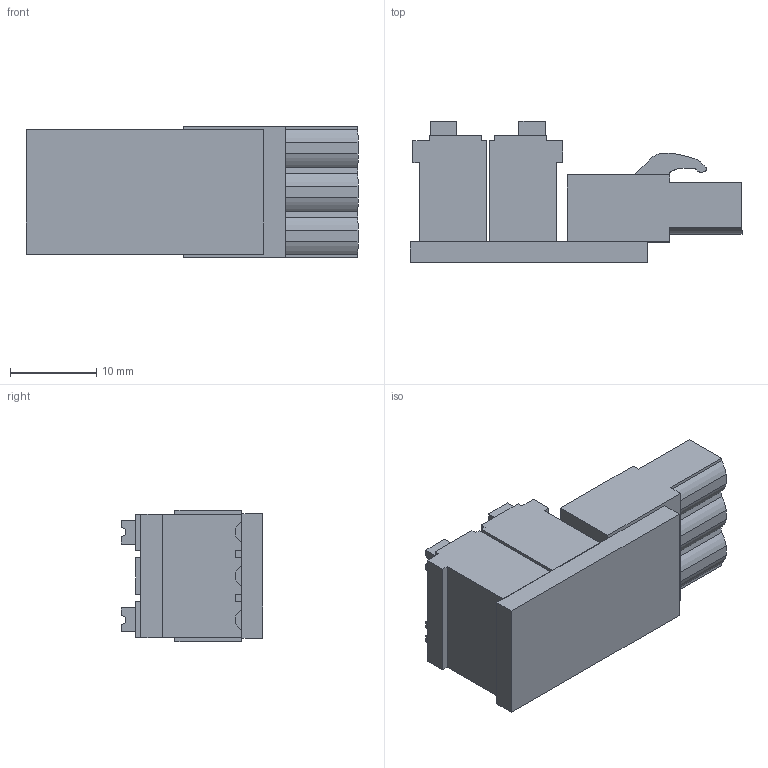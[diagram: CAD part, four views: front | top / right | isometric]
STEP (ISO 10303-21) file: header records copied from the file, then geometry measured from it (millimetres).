
FILE_DESCRIPTION(('CATIA V5R22 STEP214','CAx-IF Rec.Pracs.--- Model Styling and Organization---1.4--- 2014-01-23'),'2;1');
FILE_NAME ('1342973-5_1_8000075197_3D_8000075197.stp','2022-10-06T07:11:22+00:00',('none'),('Weidmueller'),'CATIA Version 5-6 Release 2016 SP3 HF44','CATIA V5 STEP AP214','none');
FILE_SCHEMA(('AUTOMOTIVE_DESIGN { 1 0 10303 214 1 1 1 1 }'));
Length unit declared in the file: millimetre
Products named in the file (1): 3D_8000075197
Bounding box: 38.43 x 16.35 x 15.24 mm (x, y, z)
Volume: 5696.1 mm3; surface area: 3754.9 mm2
Topology: 1 solids, 4 shells, 309 faces, 882 edges, 582 vertices
Faces by surface type: plane 265, cylinder 38, cone 6
Entity records: 13403 total; most frequent: CARTESIAN_POINT 1822, ORIENTED_EDGE 1764, DIRECTION 1590, EDGE_CURVE 882, VECTOR 762, LINE 762, VERTEX_POINT 582, AXIS2_PLACEMENT_3D 414
